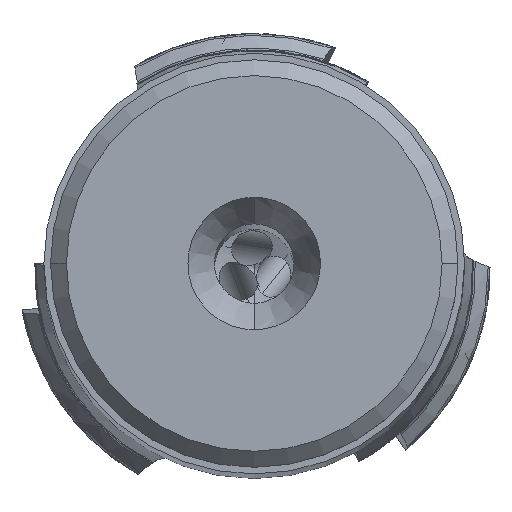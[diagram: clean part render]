
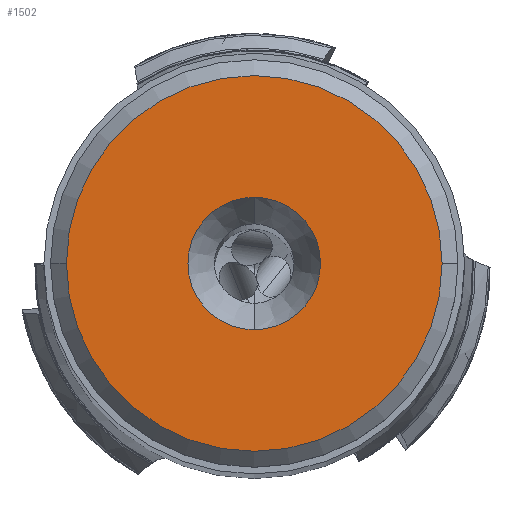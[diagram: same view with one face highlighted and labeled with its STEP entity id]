
A CAD part, top view. The second image highlights one B-rep face of the part: STEP entity #1502.
In plain terms, the highlighted planar face has unit normal (0, 0, 1).
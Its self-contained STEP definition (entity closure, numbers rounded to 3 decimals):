
#231=PLANE('',#7516);
#1502=ADVANCED_FACE('',(#2003,#2004),#231,.F.);
#2003=FACE_BOUND('',#2120,.T.);
#2004=FACE_BOUND('',#2121,.T.);
#2120=EDGE_LOOP('',(#3369,#3370));
#2121=EDGE_LOOP('',(#3371,#3372));
#3369=ORIENTED_EDGE('',*,*,#6134,.T.);
#3370=ORIENTED_EDGE('',*,*,#6135,.T.);
#3371=ORIENTED_EDGE('',*,*,#6136,.T.);
#3372=ORIENTED_EDGE('',*,*,#6133,.T.);
#5350=VERTEX_POINT('',#13083);
#5351=VERTEX_POINT('',#13085);
#5352=VERTEX_POINT('',#13089);
#5353=VERTEX_POINT('',#13090);
#6133=EDGE_CURVE('',#5350,#5351,#6956,.T.);
#6134=EDGE_CURVE('',#5352,#5353,#6957,.T.);
#6135=EDGE_CURVE('',#5353,#5352,#6958,.T.);
#6136=EDGE_CURVE('',#5351,#5350,#6959,.T.);
#6956=CIRCLE('',#7511,5.);
#6957=CIRCLE('',#7513,14.175);
#6958=CIRCLE('',#7514,14.175);
#6959=CIRCLE('',#7515,5.);
#7511=AXIS2_PLACEMENT_3D('',#13086,#8571,#8572);
#7513=AXIS2_PLACEMENT_3D('',#13088,#8575,#8576);
#7514=AXIS2_PLACEMENT_3D('',#13091,#8577,#8578);
#7515=AXIS2_PLACEMENT_3D('',#13092,#8579,#8580);
#7516=AXIS2_PLACEMENT_3D('',#13093,#8581,#8582);
#8571=DIRECTION('',(0.,0.,-1.));
#8572=DIRECTION('',(0.,1.,0.));
#8575=DIRECTION('',(0.,0.,1.));
#8576=DIRECTION('',(1.,0.,0.));
#8577=DIRECTION('',(0.,0.,1.));
#8578=DIRECTION('',(-1.,0.,0.));
#8579=DIRECTION('',(0.,0.,-1.));
#8580=DIRECTION('',(0.,-1.,0.));
#8581=DIRECTION('',(0.,0.,-1.));
#8582=DIRECTION('',(-1.,0.,0.));
#13083=CARTESIAN_POINT('',(0.,5.,0.));
#13085=CARTESIAN_POINT('',(0.,-5.,0.));
#13086=CARTESIAN_POINT('',(0.,0.,0.));
#13088=CARTESIAN_POINT('',(0.,0.,0.));
#13089=CARTESIAN_POINT('',(14.175,0.,0.));
#13090=CARTESIAN_POINT('',(-14.175,0.,0.));
#13091=CARTESIAN_POINT('',(0.,0.,0.));
#13092=CARTESIAN_POINT('',(0.,0.,0.));
#13093=CARTESIAN_POINT('',(0.,0.,0.));
